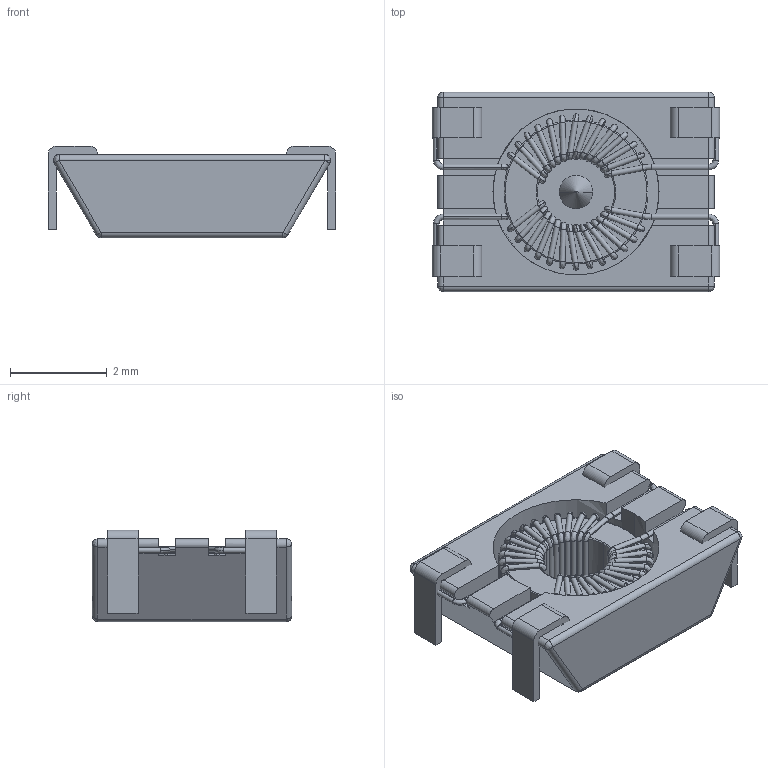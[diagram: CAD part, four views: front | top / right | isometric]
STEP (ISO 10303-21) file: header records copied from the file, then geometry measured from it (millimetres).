
FILE_DESCRIPTION(('FreeCAD Model'),'2;1');
FILE_NAME('Open CASCADE Shape Model','2025-04-29T09:54:00',('FreeCAD'),( 'FreeCAD'),'Open CASCADE STEP processor 7.6','FreeCAD','Unknown');
FILE_SCHEMA(('AUTOMOTIVE_DESIGN { 1 0 10303 214 1 1 1 1 }'));
Length unit declared in the file: millimetre
Products named in the file (1): Open CASCADE STEP translator 7.6 1
Bounding box: 5.94 x 4.11 x 1.89 mm (x, y, z)
Volume: 27.8 mm3; surface area: 177.9 mm2
Topology: 8 solids, 8 shells, 631 faces, 1768 edges, 1150 vertices
Faces by surface type: bspline 631
Entity records: 28274 total; most frequent: CARTESIAN_POINT 19225, ORIENTED_EDGE 3520, EDGE_CURVE 1760, VERTEX_POINT 1150, FACE_BOUND 638, EDGE_LOOP 638, ADVANCED_FACE 631, B_SPLINE_CURVE_WITH_KNOTS 592
